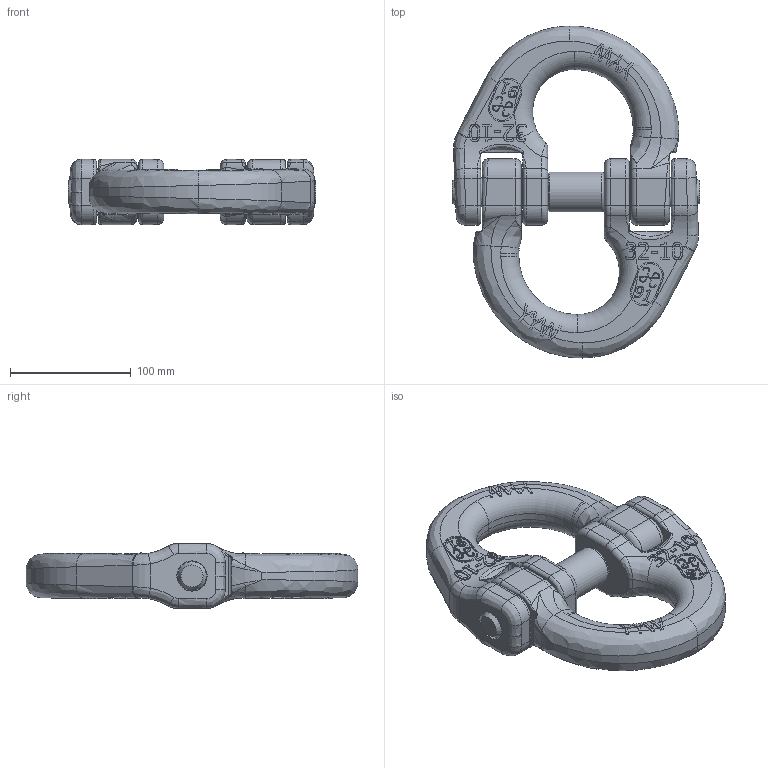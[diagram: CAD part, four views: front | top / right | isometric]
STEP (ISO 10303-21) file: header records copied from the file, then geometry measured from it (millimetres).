
FILE_DESCRIPTION(/* description */ (''),/* implementation_level */ '2;1');
FILE_NAME(/* name */ 'X-015-32.stp',/* time_stamp */ '2018-12-20T22:18:28+08:00',/* author */ ('Tony'),/* organization */ (''),/* preprocessor_version */ 'ST-DEVELOPER v16.1',/* originating_system */ 'Autodesk Inventor 2016',/* authorisation */ '');
FILE_SCHEMA (('AUTOMOTIVE_DESIGN { 1 0 10303 214 3 1 1 }'));
Length unit declared in the file: millimetre
Products named in the file (1): X-015-32
Bounding box: 205 x 275 x 54 mm (x, y, z)
Volume: 1141298.9 mm3; surface area: 151694.7 mm2
Topology: 3 solids, 3 shells, 1219 faces, 3347 edges, 2148 vertices
Faces by surface type: plane 508, bspline 456, cylinder 173, torus 79, cone 3
Full cylindrical faces by diameter (mm): 24 x2, 25 x6, 33 x1
Entity records: 52752 total; most frequent: CARTESIAN_POINT 26032, ORIENTED_EDGE 6640, DIRECTION 3740, EDGE_CURVE 3320, VERTEX_POINT 2146, B_SPLINE_CURVE_WITH_KNOTS 1538, LINE 1352, VECTOR 1352
